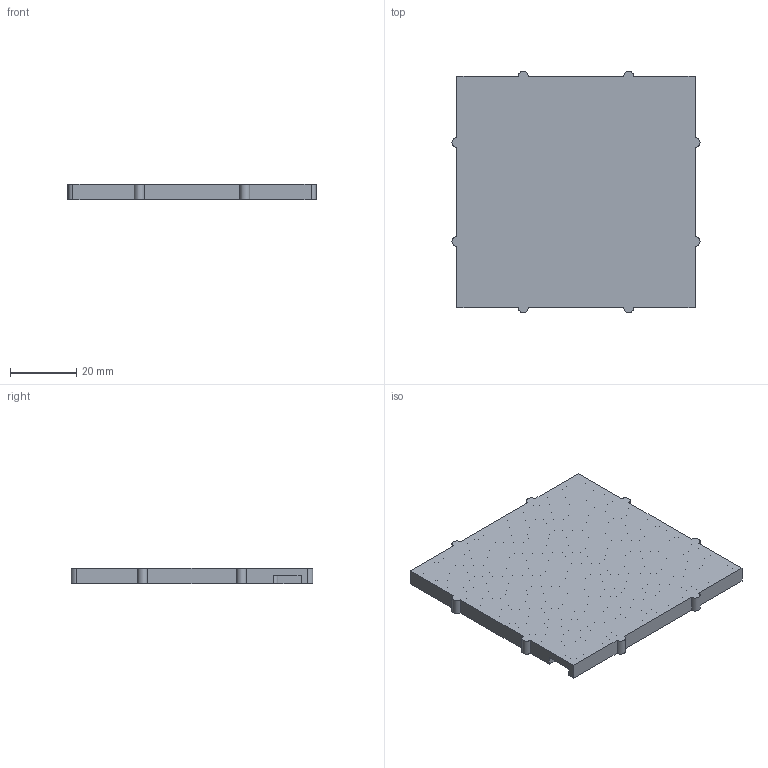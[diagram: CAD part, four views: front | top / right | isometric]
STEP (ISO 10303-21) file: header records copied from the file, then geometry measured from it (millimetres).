
FILE_DESCRIPTION(/* description */ ('','CAx-IF Rec.Pracs.---Representation and Presentation of Product Manufacturing Information (PMI)---4.0---2014-10-13'),/* implementation_level */ '2;1');
FILE_NAME(/* name */ 'WS2812B_LED_Matrix_Diffuser.step',/* time_stamp */ '2025-01-14T01:15:04+06:00',/* author */ (''),/* organization */ (''),/* preprocessor_version */ 'ST-DEVELOPER v20',/* originating_system */ 'Autodesk Translation Framework v13.20.0.188',/* authorisation */ '');
FILE_SCHEMA (('AP242_MANAGED_MODEL_BASED_3D_ENGINEERING_MIM_LF { 1 0 10303 442 1 1 4 }'));
Length unit declared in the file: millimetre
Products named in the file (1): Diffuser
Bounding box: 74.8 x 72.8 x 4.8 mm (x, y, z)
Volume: 7357.4 mm3; surface area: 15349.8 mm2
Topology: 1 solids, 1 shells, 521 faces, 1536 edges, 1023 vertices
Faces by surface type: plane 507, cylinder 14
Full cylindrical faces by diameter (mm): 2.85 x6
Entity records: 17047 total; most frequent: CARTESIAN_POINT 3081, ORIENTED_EDGE 3072, DIRECTION 2608, EDGE_CURVE 1536, LINE 1508, VECTOR 1508, VERTEX_POINT 1023, AXIS2_PLACEMENT_3D 550
